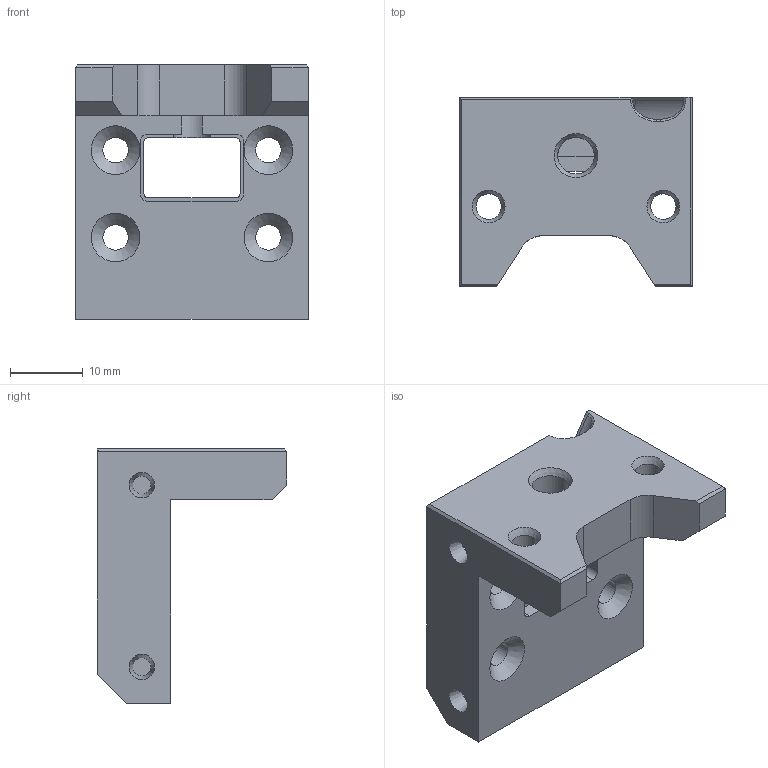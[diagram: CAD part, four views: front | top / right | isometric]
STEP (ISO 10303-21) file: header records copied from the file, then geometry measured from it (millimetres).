
FILE_DESCRIPTION(('HOOPS Exchange Step'),'2;1');
FILE_NAME('temp_export','2024-12-21T17:11:05+08:00',('27699'),('Shapr3D Limited'),'HOOPS Exchange 2024.6','Shapr3D','Authorized');
FILE_SCHEMA( ('AP242_MANAGED_MODEL_BASED_3D_ENGINEERING_MIM_LF {1 0 10303 442 1 1 4 }') );
Length unit declared in the file: millimetre
Products named in the file (1): 热床-Z轴连接块
Bounding box: 32 x 26 x 35 mm (x, y, z)
Volume: 11455.5 mm3; surface area: 5362.4 mm2
Topology: 1 solids, 1 shells, 88 faces, 275 edges, 187 vertices
Faces by surface type: plane 39, cylinder 23, cone 15, bspline 10, sphere 1
Full cylindrical faces by diameter (mm): 2.5 x2, 3.5 x6, 5.035 x1
Entity records: 4317 total; most frequent: CARTESIAN_POINT 1756, ORIENTED_EDGE 548, DIRECTION 514, EDGE_CURVE 274, VERTEX_POINT 187, AXIS2_PLACEMENT_3D 184, VECTOR 146, LINE 146
